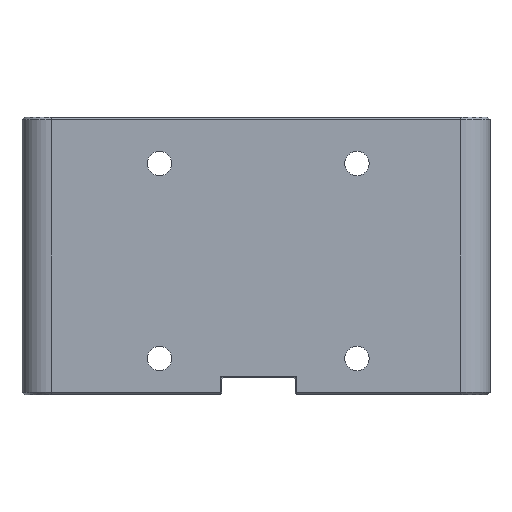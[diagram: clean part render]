
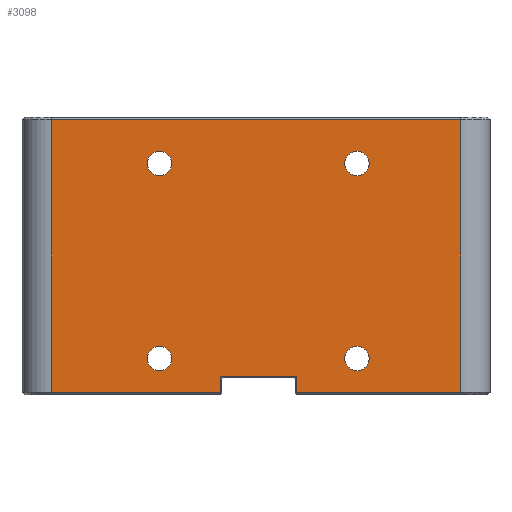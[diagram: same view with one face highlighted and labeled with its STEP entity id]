
A CAD part, front view. The second image highlights one B-rep face of the part: STEP entity #3098.
In plain terms, the highlighted planar face has unit normal (0, -1, 0).
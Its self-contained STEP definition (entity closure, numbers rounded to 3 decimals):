
#157=FACE_BOUND('',#471,.T.);
#158=FACE_BOUND('',#472,.T.);
#159=FACE_BOUND('',#473,.T.);
#160=FACE_BOUND('',#474,.T.);
#178=CIRCLE('',#3310,2.5);
#179=CIRCLE('',#3311,2.5);
#180=CIRCLE('',#3312,2.5);
#181=CIRCLE('',#3313,2.5);
#278=FACE_OUTER_BOUND('',#470,.T.);
#470=EDGE_LOOP('',(#2145,#2146,#2147,#2148,#2149,#2150,#2151,#2152));
#471=EDGE_LOOP('',(#2153));
#472=EDGE_LOOP('',(#2154));
#473=EDGE_LOOP('',(#2155));
#474=EDGE_LOOP('',(#2156));
#671=LINE('',#4436,#991);
#690=LINE('',#4471,#1010);
#693=LINE('',#4475,#1013);
#703=LINE('',#4493,#1023);
#717=LINE('',#4535,#1037);
#718=LINE('',#4537,#1038);
#719=LINE('',#4539,#1039);
#720=LINE('',#4540,#1040);
#991=VECTOR('',#3575,10.);
#1010=VECTOR('',#3610,10.);
#1013=VECTOR('',#3615,10.);
#1023=VECTOR('',#3633,10.);
#1037=VECTOR('',#3671,10.);
#1038=VECTOR('',#3672,10.);
#1039=VECTOR('',#3673,10.);
#1040=VECTOR('',#3674,10.);
#1295=VERTEX_POINT('',#4398);
#1298=VERTEX_POINT('',#4405);
#1303=VERTEX_POINT('',#4416);
#1308=VERTEX_POINT('',#4429);
#1322=VERTEX_POINT('',#4491);
#1338=VERTEX_POINT('',#4534);
#1339=VERTEX_POINT('',#4536);
#1340=VERTEX_POINT('',#4538);
#1341=VERTEX_POINT('',#4541);
#1342=VERTEX_POINT('',#4543);
#1343=VERTEX_POINT('',#4545);
#1344=VERTEX_POINT('',#4547);
#1585=EDGE_CURVE('',#1308,#1303,#671,.T.);
#1604=EDGE_CURVE('',#1298,#1308,#690,.T.);
#1607=EDGE_CURVE('',#1303,#1295,#693,.T.);
#1617=EDGE_CURVE('',#1322,#1298,#703,.T.);
#1636=EDGE_CURVE('',#1338,#1322,#717,.T.);
#1637=EDGE_CURVE('',#1339,#1338,#718,.T.);
#1638=EDGE_CURVE('',#1340,#1339,#719,.T.);
#1639=EDGE_CURVE('',#1295,#1340,#720,.T.);
#1640=EDGE_CURVE('',#1341,#1341,#178,.T.);
#1641=EDGE_CURVE('',#1342,#1342,#179,.T.);
#1642=EDGE_CURVE('',#1343,#1343,#180,.T.);
#1643=EDGE_CURVE('',#1344,#1344,#181,.T.);
#2145=ORIENTED_EDGE('',*,*,#1604,.F.);
#2146=ORIENTED_EDGE('',*,*,#1617,.F.);
#2147=ORIENTED_EDGE('',*,*,#1636,.F.);
#2148=ORIENTED_EDGE('',*,*,#1637,.F.);
#2149=ORIENTED_EDGE('',*,*,#1638,.F.);
#2150=ORIENTED_EDGE('',*,*,#1639,.F.);
#2151=ORIENTED_EDGE('',*,*,#1607,.F.);
#2152=ORIENTED_EDGE('',*,*,#1585,.F.);
#2153=ORIENTED_EDGE('',*,*,#1640,.T.);
#2154=ORIENTED_EDGE('',*,*,#1641,.T.);
#2155=ORIENTED_EDGE('',*,*,#1642,.T.);
#2156=ORIENTED_EDGE('',*,*,#1643,.T.);
#2984=PLANE('',#3309);
#3098=ADVANCED_FACE('',(#278,#157,#158,#159,#160),#2984,.T.);
#3309=AXIS2_PLACEMENT_3D('',#4533,#3669,#3670);
#3310=AXIS2_PLACEMENT_3D('',#4542,#3675,#3676);
#3311=AXIS2_PLACEMENT_3D('',#4544,#3677,#3678);
#3312=AXIS2_PLACEMENT_3D('',#4546,#3679,#3680);
#3313=AXIS2_PLACEMENT_3D('',#4548,#3681,#3682);
#3575=DIRECTION('',(-1.,0.,0.));
#3610=DIRECTION('',(0.,0.,1.));
#3615=DIRECTION('',(0.,0.,-1.));
#3633=DIRECTION('',(-1.,0.,0.));
#3669=DIRECTION('center_axis',(0.,-1.,0.));
#3670=DIRECTION('ref_axis',(-1.,0.,0.));
#3671=DIRECTION('',(0.,0.,-1.));
#3672=DIRECTION('',(1.,0.,0.));
#3673=DIRECTION('',(0.,0.,1.));
#3674=DIRECTION('',(-1.,0.,0.));
#3675=DIRECTION('center_axis',(0.,1.,0.));
#3676=DIRECTION('ref_axis',(-1.,0.,0.));
#3677=DIRECTION('center_axis',(0.,1.,0.));
#3678=DIRECTION('ref_axis',(-1.,0.,0.));
#3679=DIRECTION('center_axis',(0.,1.,0.));
#3680=DIRECTION('ref_axis',(-1.,0.,0.));
#3681=DIRECTION('center_axis',(0.,1.,0.));
#3682=DIRECTION('ref_axis',(-1.,0.,0.));
#4398=CARTESIAN_POINT('',(-7.3,-11.043,2.791));
#4405=CARTESIAN_POINT('',(8.3,-11.043,2.791));
#4416=CARTESIAN_POINT('',(-7.3,-11.043,6.134));
#4429=CARTESIAN_POINT('',(8.3,-11.043,6.134));
#4436=CARTESIAN_POINT('',(20.5,-11.043,6.134));
#4471=CARTESIAN_POINT('',(8.3,-11.043,32.563));
#4475=CARTESIAN_POINT('',(-7.3,-11.043,30.563));
#4491=CARTESIAN_POINT('',(42.,-11.043,2.791));
#4493=CARTESIAN_POINT('',(24.,-11.043,2.791));
#4533=CARTESIAN_POINT('Origin',(48.,-11.043,59.291));
#4534=CARTESIAN_POINT('',(42.,-11.043,58.791));
#4535=CARTESIAN_POINT('',(42.,-11.043,59.291));
#4536=CARTESIAN_POINT('',(-42.,-11.043,58.791));
#4537=CARTESIAN_POINT('',(24.,-11.043,58.791));
#4538=CARTESIAN_POINT('',(-42.,-11.043,2.791));
#4539=CARTESIAN_POINT('',(-42.,-11.043,59.291));
#4540=CARTESIAN_POINT('',(24.,-11.043,2.791));
#4541=CARTESIAN_POINT('',(-17.286,-11.043,49.774));
#4542=CARTESIAN_POINT('Origin',(-19.786,-11.043,49.774));
#4543=CARTESIAN_POINT('',(23.214,-11.043,9.774));
#4544=CARTESIAN_POINT('Origin',(20.714,-11.043,9.774));
#4545=CARTESIAN_POINT('',(23.214,-11.043,49.774));
#4546=CARTESIAN_POINT('Origin',(20.714,-11.043,49.774));
#4547=CARTESIAN_POINT('',(-17.286,-11.043,9.774));
#4548=CARTESIAN_POINT('Origin',(-19.786,-11.043,9.774));
